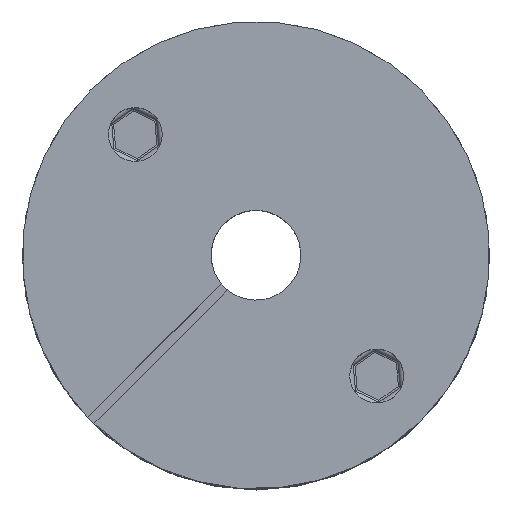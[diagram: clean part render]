
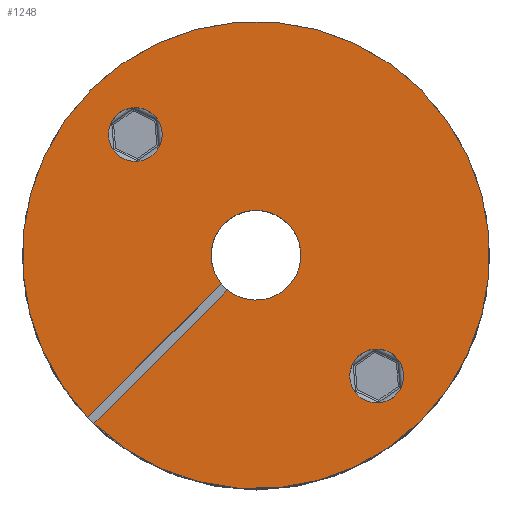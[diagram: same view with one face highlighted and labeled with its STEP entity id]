
A CAD part, top view. The second image highlights one B-rep face of the part: STEP entity #1248.
In plain terms, the highlighted face is planar.
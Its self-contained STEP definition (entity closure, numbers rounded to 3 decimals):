
#78 = EDGE_LOOP ( 'NONE', ( #353, #1239, #5107, #2174, #2595, #3715, #5311, #3075 ) ) ;
#90 = CARTESIAN_POINT ( 'NONE',  ( 0., 6., 2.5 ) ) ;
#112 = CIRCLE ( 'NONE', #1575, 13. ) ;
#118 = CARTESIAN_POINT ( 'NONE',  ( 2.487, 6., -0.25 ) ) ;
#129 = AXIS2_PLACEMENT_3D ( 'NONE', #5201, #265, #739 ) ;
#151 = EDGE_CURVE ( 'NONE', #2798, #4837, #2231, .T. ) ;
#156 = DIRECTION ( 'NONE',  ( 0., 0., 1. ) ) ;
#170 = CARTESIAN_POINT ( 'NONE',  ( 0., 6., 0. ) ) ;
#205 = ORIENTED_EDGE ( 'NONE', *, *, #3051, .F. ) ;
#224 = CARTESIAN_POINT ( 'NONE',  ( 12.998, 6., -0.25 ) ) ;
#265 = DIRECTION ( 'NONE',  ( 0., 1., 0. ) ) ;
#332 = FACE_BOUND ( 'NONE', #866, .T. ) ;
#346 = DIRECTION ( 'NONE',  ( 0., 0., 1. ) ) ;
#353 = ORIENTED_EDGE ( 'NONE', *, *, #4486, .F. ) ;
#433 = VERTEX_POINT ( 'NONE', #3034 ) ;
#568 = DIRECTION ( 'NONE',  ( 0., 1., 0. ) ) ;
#628 = FACE_BOUND ( 'NONE', #2820, .T. ) ;
#675 = DIRECTION ( 'NONE',  ( 0., 0., 1. ) ) ;
#739 = DIRECTION ( 'NONE',  ( 0., 0., 1. ) ) ;
#866 = EDGE_LOOP ( 'NONE', ( #205, #4231 ) ) ;
#875 = DIRECTION ( 'NONE',  ( 0., 0., 1. ) ) ;
#994 = AXIS2_PLACEMENT_3D ( 'NONE', #170, #1017, #2146 ) ;
#1017 = DIRECTION ( 'NONE',  ( 0., 1., 0. ) ) ;
#1072 = CARTESIAN_POINT ( 'NONE',  ( -0.02, 6., 0.25 ) ) ;
#1239 = ORIENTED_EDGE ( 'NONE', *, *, #4576, .T. ) ;
#1248 = ADVANCED_FACE ( 'NONE', ( #2673, #628, #332 ), #4381, .T. ) ;
#1265 = DIRECTION ( 'NONE',  ( -1., 0., 0. ) ) ;
#1451 = CARTESIAN_POINT ( 'NONE',  ( 0., 6., 0. ) ) ;
#1458 = EDGE_CURVE ( 'NONE', #3065, #3351, #3886, .T. ) ;
#1520 = DIRECTION ( 'NONE',  ( 0., 0., 1. ) ) ;
#1575 = AXIS2_PLACEMENT_3D ( 'NONE', #1601, #4026, #875 ) ;
#1601 = CARTESIAN_POINT ( 'NONE',  ( 0., 6., 0. ) ) ;
#1624 = CIRCLE ( 'NONE', #2655, 13. ) ;
#1656 = VERTEX_POINT ( 'NONE', #118 ) ;
#1728 = EDGE_CURVE ( 'NONE', #3351, #5014, #3303, .T. ) ;
#1864 = DIRECTION ( 'NONE',  ( 0., 0., 1. ) ) ;
#1959 = VERTEX_POINT ( 'NONE', #4190 ) ;
#1963 = EDGE_CURVE ( 'NONE', #1656, #3065, #3035, .T. ) ;
#2024 = EDGE_CURVE ( 'NONE', #4165, #4129, #4136, .T. ) ;
#2026 = CARTESIAN_POINT ( 'NONE',  ( 0., 6., 0. ) ) ;
#2071 = CARTESIAN_POINT ( 'NONE',  ( 0., 6., 13. ) ) ;
#2146 = DIRECTION ( 'NONE',  ( 0., 0., 1. ) ) ;
#2164 = DIRECTION ( 'NONE',  ( 0., 1., 0. ) ) ;
#2174 = ORIENTED_EDGE ( 'NONE', *, *, #3221, .T. ) ;
#2231 = CIRCLE ( 'NONE', #4106, 1.5 ) ;
#2238 = ORIENTED_EDGE ( 'NONE', *, *, #3840, .F. ) ;
#2385 = CARTESIAN_POINT ( 'NONE',  ( 0., 6., -2.5 ) ) ;
#2412 = DIRECTION ( 'NONE',  ( 0., 1., 0. ) ) ;
#2427 = VECTOR ( 'NONE', #4776, 1000. ) ;
#2481 = VERTEX_POINT ( 'NONE', #3482 ) ;
#2578 = DIRECTION ( 'NONE',  ( 0., 1., 0. ) ) ;
#2595 = ORIENTED_EDGE ( 'NONE', *, *, #4003, .F. ) ;
#2653 = EDGE_CURVE ( 'NONE', #2481, #433, #4364, .T. ) ;
#2655 = AXIS2_PLACEMENT_3D ( 'NONE', #3995, #4437, #5288 ) ;
#2672 = CARTESIAN_POINT ( 'NONE',  ( 0., 6., -11. ) ) ;
#2673 = FACE_OUTER_BOUND ( 'NONE', #78, .T. ) ;
#2790 = AXIS2_PLACEMENT_3D ( 'NONE', #2026, #4021, #3655 ) ;
#2798 = VERTEX_POINT ( 'NONE', #4128 ) ;
#2820 = EDGE_LOOP ( 'NONE', ( #2238, #3403 ) ) ;
#2866 = AXIS2_PLACEMENT_3D ( 'NONE', #3359, #2164, #675 ) ;
#2896 = CIRCLE ( 'NONE', #129, 1.5 ) ;
#3034 = CARTESIAN_POINT ( 'NONE',  ( 0., 6., 8. ) ) ;
#3035 = CIRCLE ( 'NONE', #2866, 2.5 ) ;
#3051 = EDGE_CURVE ( 'NONE', #4837, #2798, #2896, .T. ) ;
#3065 = VERTEX_POINT ( 'NONE', #2385 ) ;
#3075 = ORIENTED_EDGE ( 'NONE', *, *, #1963, .F. ) ;
#3193 = CARTESIAN_POINT ( 'NONE',  ( 0., 6., 9.5 ) ) ;
#3221 = EDGE_CURVE ( 'NONE', #4129, #1959, #112, .T. ) ;
#3243 = CARTESIAN_POINT ( 'NONE',  ( 0., 6., -9.5 ) ) ;
#3303 = CIRCLE ( 'NONE', #994, 2.5 ) ;
#3351 = VERTEX_POINT ( 'NONE', #90 ) ;
#3359 = CARTESIAN_POINT ( 'NONE',  ( 0., 6., 0. ) ) ;
#3403 = ORIENTED_EDGE ( 'NONE', *, *, #2653, .F. ) ;
#3436 = CIRCLE ( 'NONE', #4131, 1.5 ) ;
#3463 = AXIS2_PLACEMENT_3D ( 'NONE', #4764, #5195, #1864 ) ;
#3482 = CARTESIAN_POINT ( 'NONE',  ( 0., 6., 11. ) ) ;
#3625 = CARTESIAN_POINT ( 'NONE',  ( 2.487, 6., 0.25 ) ) ;
#3655 = DIRECTION ( 'NONE',  ( 0., 0., 1. ) ) ;
#3715 = ORIENTED_EDGE ( 'NONE', *, *, #1728, .F. ) ;
#3825 = CARTESIAN_POINT ( 'NONE',  ( 0., 6., 9.5 ) ) ;
#3840 = EDGE_CURVE ( 'NONE', #433, #2481, #3436, .T. ) ;
#3886 = CIRCLE ( 'NONE', #2790, 2.5 ) ;
#3995 = CARTESIAN_POINT ( 'NONE',  ( 0., 6., 0. ) ) ;
#4003 = EDGE_CURVE ( 'NONE', #5014, #1959, #4749, .T. ) ;
#4021 = DIRECTION ( 'NONE',  ( 0., 1., 0. ) ) ;
#4026 = DIRECTION ( 'NONE',  ( 0., 1., 0. ) ) ;
#4106 = AXIS2_PLACEMENT_3D ( 'NONE', #3243, #2412, #1520 ) ;
#4128 = CARTESIAN_POINT ( 'NONE',  ( 0., 6., -8. ) ) ;
#4129 = VERTEX_POINT ( 'NONE', #2071 ) ;
#4131 = AXIS2_PLACEMENT_3D ( 'NONE', #3825, #2578, #5002 ) ;
#4136 = CIRCLE ( 'NONE', #4220, 13. ) ;
#4165 = VERTEX_POINT ( 'NONE', #4942 ) ;
#4190 = CARTESIAN_POINT ( 'NONE',  ( 12.998, 6., 0.25 ) ) ;
#4220 = AXIS2_PLACEMENT_3D ( 'NONE', #1451, #568, #156 ) ;
#4231 = ORIENTED_EDGE ( 'NONE', *, *, #151, .F. ) ;
#4364 = CIRCLE ( 'NONE', #4456, 1.5 ) ;
#4381 = PLANE ( 'NONE',  #3463 ) ;
#4437 = DIRECTION ( 'NONE',  ( 0., 1., 0. ) ) ;
#4456 = AXIS2_PLACEMENT_3D ( 'NONE', #3193, #5237, #346 ) ;
#4486 = EDGE_CURVE ( 'NONE', #4828, #1656, #4767, .T. ) ;
#4576 = EDGE_CURVE ( 'NONE', #4828, #4165, #1624, .T. ) ;
#4749 = LINE ( 'NONE', #1072, #2427 ) ;
#4764 = CARTESIAN_POINT ( 'NONE',  ( 0., 6., 0. ) ) ;
#4767 = LINE ( 'NONE', #5257, #5309 ) ;
#4776 = DIRECTION ( 'NONE',  ( 1., 0., 0. ) ) ;
#4828 = VERTEX_POINT ( 'NONE', #224 ) ;
#4837 = VERTEX_POINT ( 'NONE', #2672 ) ;
#4942 = CARTESIAN_POINT ( 'NONE',  ( 0., 6., -13. ) ) ;
#5002 = DIRECTION ( 'NONE',  ( 0., 0., 1. ) ) ;
#5014 = VERTEX_POINT ( 'NONE', #3625 ) ;
#5107 = ORIENTED_EDGE ( 'NONE', *, *, #2024, .T. ) ;
#5195 = DIRECTION ( 'NONE',  ( 0., 1., 0. ) ) ;
#5201 = CARTESIAN_POINT ( 'NONE',  ( 0., 6., -9.5 ) ) ;
#5237 = DIRECTION ( 'NONE',  ( 0., 1., 0. ) ) ;
#5257 = CARTESIAN_POINT ( 'NONE',  ( -0.02, 6., -0.25 ) ) ;
#5288 = DIRECTION ( 'NONE',  ( 0., 0., 1. ) ) ;
#5309 = VECTOR ( 'NONE', #1265, 1000. ) ;
#5311 = ORIENTED_EDGE ( 'NONE', *, *, #1458, .F. ) ;
